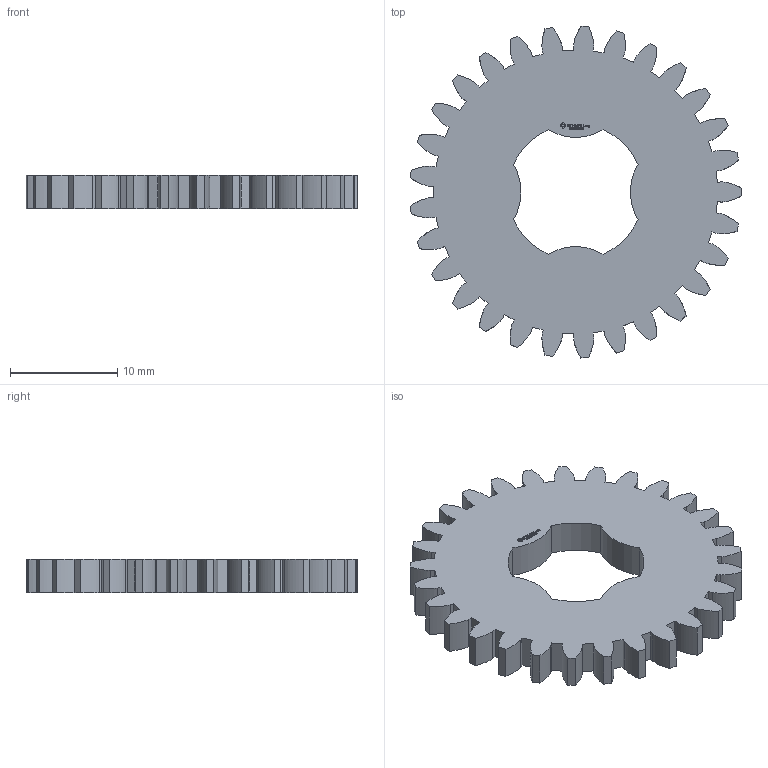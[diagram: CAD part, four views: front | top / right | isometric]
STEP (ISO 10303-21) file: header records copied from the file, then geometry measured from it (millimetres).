
FILE_DESCRIPTION(('FreeCAD Model'),'2;1');
FILE_NAME('Open CASCADE Shape Model','2024-03-09T19:06:19',(''),(''), 'Open CASCADE STEP processor 7.6','FreeCAD','Unknown');
FILE_SCHEMA(('AUTOMOTIVE_DESIGN { 1 0 10303 214 1 1 1 1 }'));
Products named in the file (1): Gear Wheel PLN TTH29 BU00.25 SFT-SHD - SPN-GWH-0093 (stemfie.org)
Bounding box: 30.94 x 30.99 x 3.12 mm (x, y, z)
Volume: 1691.8 mm3; surface area: 1801.9 mm2
Topology: 1 solids, 1 shells, 679 faces, 1938 edges, 1292 vertices
Faces by surface type: extrusion 356, plane 315, cylinder 8
Entity records: 57306 total; most frequent: CARTESIAN_POINT 16296, DIRECTION 5410, VECTOR 4714, LINE 4358, ORIENTED_EDGE 3876, PCURVE 3876, DEFINITIONAL_REPRESENTATION 3876, EDGE_CURVE 1938
